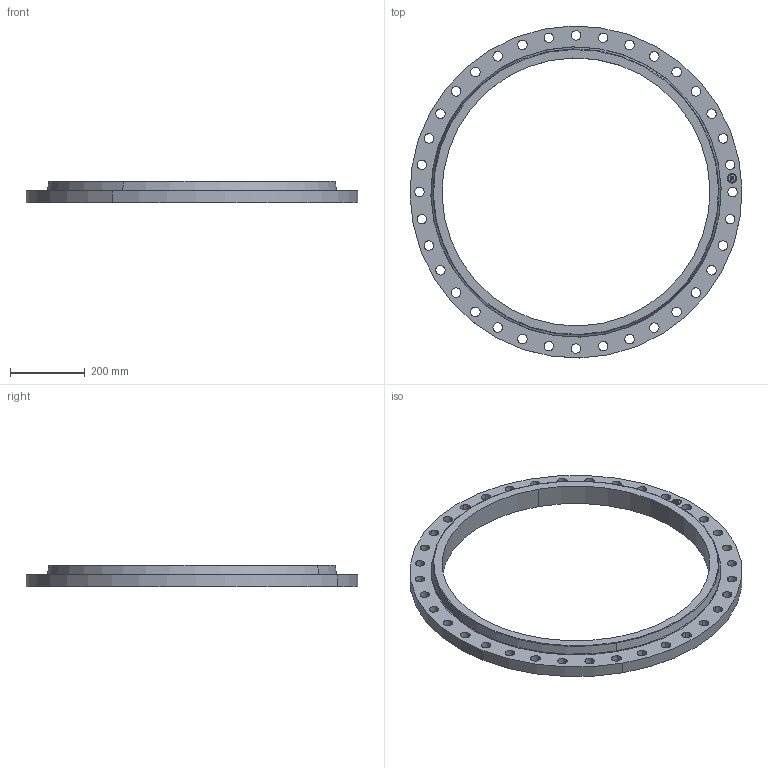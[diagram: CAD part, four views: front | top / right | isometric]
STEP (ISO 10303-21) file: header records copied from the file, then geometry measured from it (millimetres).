
FILE_DESCRIPTION(('3D STEP'),'2;1');
FILE_NAME('28-75-FF-SO-BCIS-FLANGE.stp','2013-09-15T05:17:59+00:00',('Texas Flange'),(''),'CATIA Version 5 Release 20 SP 6 (IN-10)','CATIA V5 STEP AP214','800-826-3801');
FILE_SCHEMA(('AUTOMOTIVE_DESIGN { 1 0 10303 214 1 1 1 1 }'));
Length unit declared in the file: inch
Products named in the file (1): 28-75-FF-SO-BCIS-FLANGE
Bounding box: 888.75 x 888.75 x 57.15 mm (x, y, z)
Volume: 7852721.3 mm3; surface area: 754507.5 mm2
Topology: 1 solids, 1 shells, 470 faces, 1346 edges, 896 vertices
Faces by surface type: plane 368, cylinder 96, torus 4, cone 2
Entity records: 17448 total; most frequent: ORIENTED_EDGE 2692, CARTESIAN_POINT 2638, DIRECTION 2136, EDGE_CURVE 1346, VECTOR 1142, LINE 1142, VERTEX_POINT 896, AXIS2_PLACEMENT_3D 600
